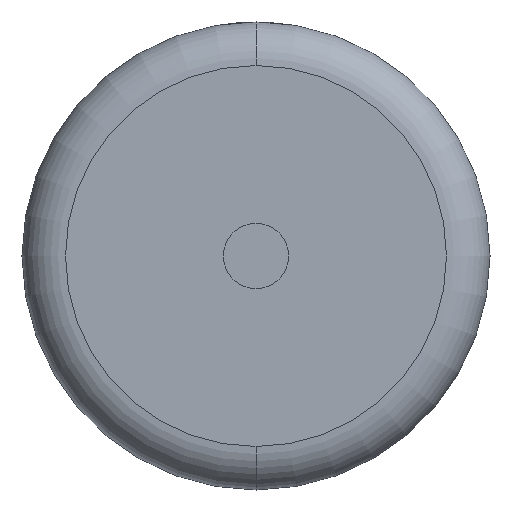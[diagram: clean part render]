
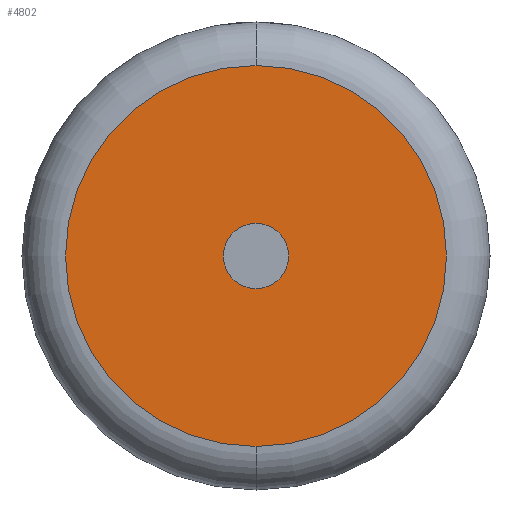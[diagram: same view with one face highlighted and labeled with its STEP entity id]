
A CAD part, front view. The second image highlights one B-rep face of the part: STEP entity #4802.
In plain terms, the highlighted planar face has unit normal (0, -1, 0).
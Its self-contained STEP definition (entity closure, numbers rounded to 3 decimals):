
#72 = CIRCLE ( 'NONE', #1079, 35.002 ) ;
#119 = ORIENTED_EDGE ( 'NONE', *, *, #3343, .T. ) ;
#122 = EDGE_CURVE ( 'NONE', #1408, #3856, #2770, .T. ) ;
#159 = ORIENTED_EDGE ( 'NONE', *, *, #4577, .T. ) ;
#309 = AXIS2_PLACEMENT_3D ( 'NONE', #4588, #1894, #2663 ) ;
#555 = DIRECTION ( 'NONE',  ( 0., 0., 1. ) ) ;
#755 = AXIS2_PLACEMENT_3D ( 'NONE', #3753, #1452, #3825 ) ;
#836 = DIRECTION ( 'NONE',  ( 0., -1., 0. ) ) ;
#942 = CARTESIAN_POINT ( 'NONE',  ( 0., 0., -6. ) ) ;
#974 = DIRECTION ( 'NONE',  ( 0., -1., 0. ) ) ;
#1079 = AXIS2_PLACEMENT_3D ( 'NONE', #2128, #974, #555 ) ;
#1117 = PLANE ( 'NONE',  #309 ) ;
#1408 = VERTEX_POINT ( 'NONE', #4877 ) ;
#1452 = DIRECTION ( 'NONE',  ( 0., -1., 0. ) ) ;
#1894 = DIRECTION ( 'NONE',  ( 0., 1., 0. ) ) ;
#2063 = CARTESIAN_POINT ( 'NONE',  ( 0., 0., 35.002 ) ) ;
#2128 = CARTESIAN_POINT ( 'NONE',  ( 0., 0., 0. ) ) ;
#2176 = AXIS2_PLACEMENT_3D ( 'NONE', #3027, #2214, #4899 ) ;
#2214 = DIRECTION ( 'NONE',  ( 0., -1., 0. ) ) ;
#2299 = EDGE_CURVE ( 'NONE', #3856, #1408, #4785, .T. ) ;
#2332 = FACE_OUTER_BOUND ( 'NONE', #3176, .T. ) ;
#2523 = EDGE_LOOP ( 'NONE', ( #3295, #4843 ) ) ;
#2663 = DIRECTION ( 'NONE',  ( 0., 0., 1. ) ) ;
#2744 = CARTESIAN_POINT ( 'NONE',  ( 0., 0., 0. ) ) ;
#2770 = CIRCLE ( 'NONE', #755, 6. ) ;
#2993 = VERTEX_POINT ( 'NONE', #2063 ) ;
#3027 = CARTESIAN_POINT ( 'NONE',  ( 0., 0., 0. ) ) ;
#3109 = VERTEX_POINT ( 'NONE', #4745 ) ;
#3176 = EDGE_LOOP ( 'NONE', ( #119, #159 ) ) ;
#3295 = ORIENTED_EDGE ( 'NONE', *, *, #122, .F. ) ;
#3343 = EDGE_CURVE ( 'NONE', #2993, #3109, #4098, .T. ) ;
#3753 = CARTESIAN_POINT ( 'NONE',  ( 0., 0., 0. ) ) ;
#3825 = DIRECTION ( 'NONE',  ( 0., 0., 1. ) ) ;
#3856 = VERTEX_POINT ( 'NONE', #942 ) ;
#3876 = FACE_BOUND ( 'NONE', #2523, .T. ) ;
#4098 = CIRCLE ( 'NONE', #2176, 35.002 ) ;
#4275 = DIRECTION ( 'NONE',  ( 0., 0., 1. ) ) ;
#4369 = AXIS2_PLACEMENT_3D ( 'NONE', #2744, #836, #4275 ) ;
#4577 = EDGE_CURVE ( 'NONE', #3109, #2993, #72, .T. ) ;
#4588 = CARTESIAN_POINT ( 'NONE',  ( 0., 0., 0. ) ) ;
#4745 = CARTESIAN_POINT ( 'NONE',  ( 0., 0., -35.002 ) ) ;
#4785 = CIRCLE ( 'NONE', #4369, 6. ) ;
#4802 = ADVANCED_FACE ( 'NONE', ( #2332, #3876 ), #1117, .F. ) ;
#4843 = ORIENTED_EDGE ( 'NONE', *, *, #2299, .F. ) ;
#4877 = CARTESIAN_POINT ( 'NONE',  ( 0., 0., 6. ) ) ;
#4899 = DIRECTION ( 'NONE',  ( 0., 0., 1. ) ) ;
